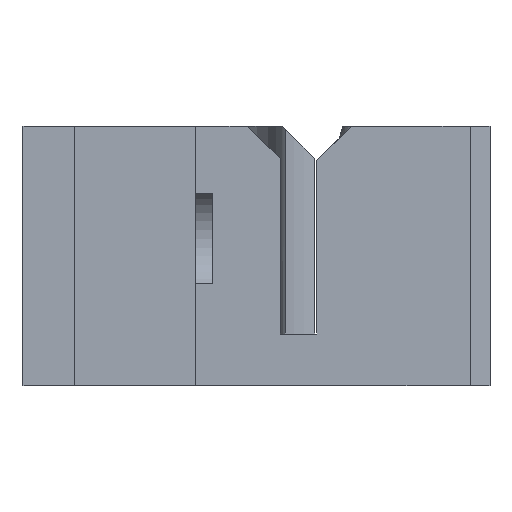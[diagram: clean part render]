
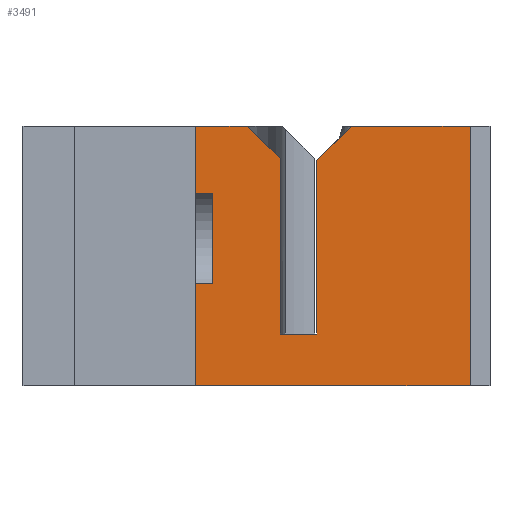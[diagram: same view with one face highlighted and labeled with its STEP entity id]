
A CAD part, left-side view. The second image highlights one B-rep face of the part: STEP entity #3491.
In plain terms, the highlighted planar face has unit normal (-1, 0, 0).
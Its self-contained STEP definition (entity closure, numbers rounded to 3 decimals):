
#292=FACE_OUTER_BOUND('',#508,.T.);
#508=EDGE_LOOP('',(#2917,#2918,#2919,#2920,#2921,#2922,#2923,#2924,#2925,
#2926,#2927,#2928,#2929,#2930));
#870=LINE('',#5568,#1280);
#887=LINE('',#5610,#1297);
#906=LINE('',#5660,#1316);
#909=LINE('',#5671,#1319);
#911=LINE('',#5677,#1321);
#912=LINE('',#5679,#1322);
#913=LINE('',#5681,#1323);
#914=LINE('',#5683,#1324);
#915=LINE('',#5685,#1325);
#916=LINE('',#5686,#1326);
#917=LINE('',#5688,#1327);
#918=LINE('',#5690,#1328);
#919=LINE('',#5691,#1329);
#920=LINE('',#5692,#1330);
#1280=VECTOR('',#4539,1.);
#1297=VECTOR('',#4584,1.);
#1316=VECTOR('',#4631,1.);
#1319=VECTOR('',#4640,1.);
#1321=VECTOR('',#4646,1.);
#1322=VECTOR('',#4647,1.);
#1323=VECTOR('',#4648,1.);
#1324=VECTOR('',#4649,1.);
#1325=VECTOR('',#4650,1.);
#1326=VECTOR('',#4651,1.);
#1327=VECTOR('',#4652,1.);
#1328=VECTOR('',#4653,1.);
#1329=VECTOR('',#4654,1.);
#1330=VECTOR('',#4655,1.);
#1562=VERTEX_POINT('',#5469);
#1581=VERTEX_POINT('',#5529);
#1591=VERTEX_POINT('',#5567);
#1602=VERTEX_POINT('',#5609);
#1619=VERTEX_POINT('',#5659);
#1624=VERTEX_POINT('',#5669);
#1625=VERTEX_POINT('',#5675);
#1626=VERTEX_POINT('',#5676);
#1627=VERTEX_POINT('',#5678);
#1628=VERTEX_POINT('',#5680);
#1629=VERTEX_POINT('',#5682);
#1630=VERTEX_POINT('',#5684);
#1631=VERTEX_POINT('',#5687);
#1632=VERTEX_POINT('',#5689);
#2014=EDGE_CURVE('',#1591,#1562,#870,.T.);
#2035=EDGE_CURVE('',#1602,#1581,#887,.T.);
#2060=EDGE_CURVE('',#1562,#1619,#906,.T.);
#2066=EDGE_CURVE('',#1624,#1581,#909,.T.);
#2068=EDGE_CURVE('',#1625,#1626,#911,.T.);
#2069=EDGE_CURVE('',#1627,#1626,#912,.T.);
#2070=EDGE_CURVE('',#1628,#1627,#913,.T.);
#2071=EDGE_CURVE('',#1629,#1628,#914,.T.);
#2072=EDGE_CURVE('',#1629,#1630,#915,.T.);
#2073=EDGE_CURVE('',#1602,#1630,#916,.T.);
#2074=EDGE_CURVE('',#1624,#1631,#917,.T.);
#2075=EDGE_CURVE('',#1631,#1632,#918,.T.);
#2076=EDGE_CURVE('',#1619,#1632,#919,.T.);
#2077=EDGE_CURVE('',#1591,#1625,#920,.T.);
#2917=ORIENTED_EDGE('',*,*,#2068,.T.);
#2918=ORIENTED_EDGE('',*,*,#2069,.F.);
#2919=ORIENTED_EDGE('',*,*,#2070,.F.);
#2920=ORIENTED_EDGE('',*,*,#2071,.F.);
#2921=ORIENTED_EDGE('',*,*,#2072,.T.);
#2922=ORIENTED_EDGE('',*,*,#2073,.F.);
#2923=ORIENTED_EDGE('',*,*,#2035,.T.);
#2924=ORIENTED_EDGE('',*,*,#2066,.F.);
#2925=ORIENTED_EDGE('',*,*,#2074,.T.);
#2926=ORIENTED_EDGE('',*,*,#2075,.T.);
#2927=ORIENTED_EDGE('',*,*,#2076,.F.);
#2928=ORIENTED_EDGE('',*,*,#2060,.F.);
#2929=ORIENTED_EDGE('',*,*,#2014,.F.);
#2930=ORIENTED_EDGE('',*,*,#2077,.T.);
#3284=PLANE('',#3776);
#3491=ADVANCED_FACE('',(#292),#3284,.F.);
#3776=AXIS2_PLACEMENT_3D('',#5674,#4644,#4645);
#4539=DIRECTION('',(0.,1.,0.));
#4584=DIRECTION('',(0.,1.,0.));
#4631=DIRECTION('',(0.,0.,1.));
#4640=DIRECTION('',(0.,0.,1.));
#4644=DIRECTION('center_axis',(1.,0.,0.));
#4645=DIRECTION('ref_axis',(0.,0.,1.));
#4646=DIRECTION('',(0.,1.,0.));
#4647=DIRECTION('',(0.,-0.707,0.707));
#4648=DIRECTION('',(0.,0.,1.));
#4649=DIRECTION('',(0.,-1.,0.));
#4650=DIRECTION('',(0.,0.,1.));
#4651=DIRECTION('',(0.,-0.707,-0.707));
#4652=DIRECTION('',(0.,-1.,0.));
#4653=DIRECTION('',(0.,0.,-1.));
#4654=DIRECTION('',(0.,-1.,0.));
#4655=DIRECTION('',(0.,0.,1.));
#5469=CARTESIAN_POINT('',(-1.,16.,-1.));
#5529=CARTESIAN_POINT('',(-1.,16.,14.));
#5567=CARTESIAN_POINT('',(-1.,0.142,-1.));
#5568=CARTESIAN_POINT('',(-1.,-1.,-1.));
#5609=CARTESIAN_POINT('',(-1.,13.,14.));
#5610=CARTESIAN_POINT('',(-1.,-1.,14.));
#5659=CARTESIAN_POINT('',(-1.,16.,4.902));
#5660=CARTESIAN_POINT('',(-1.,16.,-1.));
#5669=CARTESIAN_POINT('',(-1.,16.,10.098));
#5671=CARTESIAN_POINT('',(-1.,16.,-1.));
#5674=CARTESIAN_POINT('Origin',(-1.,-1.,-1.));
#5675=CARTESIAN_POINT('',(-1.,0.142,14.));
#5676=CARTESIAN_POINT('',(-1.,7.,14.));
#5677=CARTESIAN_POINT('',(-1.,-1.,14.));
#5678=CARTESIAN_POINT('',(-1.,9.,12.));
#5679=CARTESIAN_POINT('',(-1.,10.25,10.75));
#5680=CARTESIAN_POINT('',(-1.,9.,2.));
#5681=CARTESIAN_POINT('',(-1.,9.,0.5));
#5682=CARTESIAN_POINT('',(-1.,11.1,2.));
#5683=CARTESIAN_POINT('',(-1.,4.,2.));
#5684=CARTESIAN_POINT('',(-1.,11.1,12.1));
#5685=CARTESIAN_POINT('',(-1.,11.1,0.5));
#5686=CARTESIAN_POINT('',(-1.,4.25,5.25));
#5687=CARTESIAN_POINT('',(-1.,15.,10.098));
#5688=CARTESIAN_POINT('',(-1.,22.,10.098));
#5689=CARTESIAN_POINT('',(-1.,15.,4.902));
#5690=CARTESIAN_POINT('',(-1.,15.,3.25));
#5691=CARTESIAN_POINT('',(-1.,22.,4.902));
#5692=CARTESIAN_POINT('',(-1.,0.142,-1.5));
